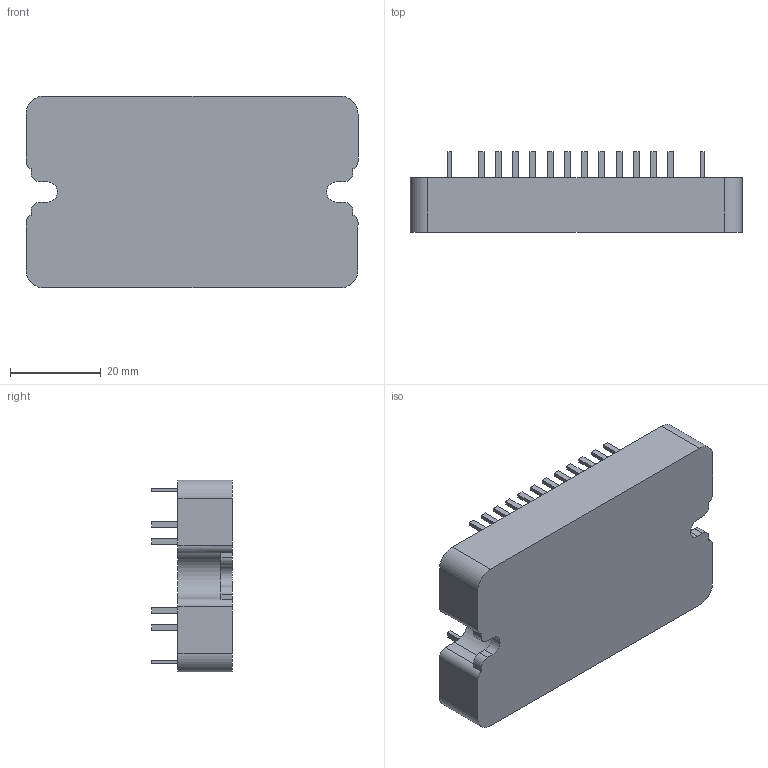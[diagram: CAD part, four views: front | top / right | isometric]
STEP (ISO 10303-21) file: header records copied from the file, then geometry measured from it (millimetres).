
FILE_DESCRIPTION(/* description */ (''),/* implementation_level */ '2;1');
FILE_NAME(/* name */ 'SP3F.stp',/* time_stamp */ '2017-10-28T00:54:30+02:00',/* author */ ('leon'),/* organization */ (''),/* preprocessor_version */ 'ST-DEVELOPER v16.1',/* originating_system */ 'Autodesk Inventor 2016',/* authorisation */ '');
FILE_SCHEMA (('AUTOMOTIVE_DESIGN { 1 0 10303 214 3 1 1 }'));
Length unit declared in the file: millimetre
Products named in the file (1): SP3F
Bounding box: 73.34 x 17.8 x 42.39 mm (x, y, z)
Volume: 35430.1 mm3; surface area: 9995 mm2
Topology: 1 solids, 1 shells, 214 faces, 516 edges, 344 vertices
Faces by surface type: plane 190, cylinder 24
Full cylindrical faces by diameter (mm): 2 x4, 4 x4
Entity records: 6136 total; most frequent: CARTESIAN_POINT 1067, ORIENTED_EDGE 1016, DIRECTION 990, EDGE_CURVE 508, LINE 456, VECTOR 456, VERTEX_POINT 344, AXIS2_PLACEMENT_3D 267
